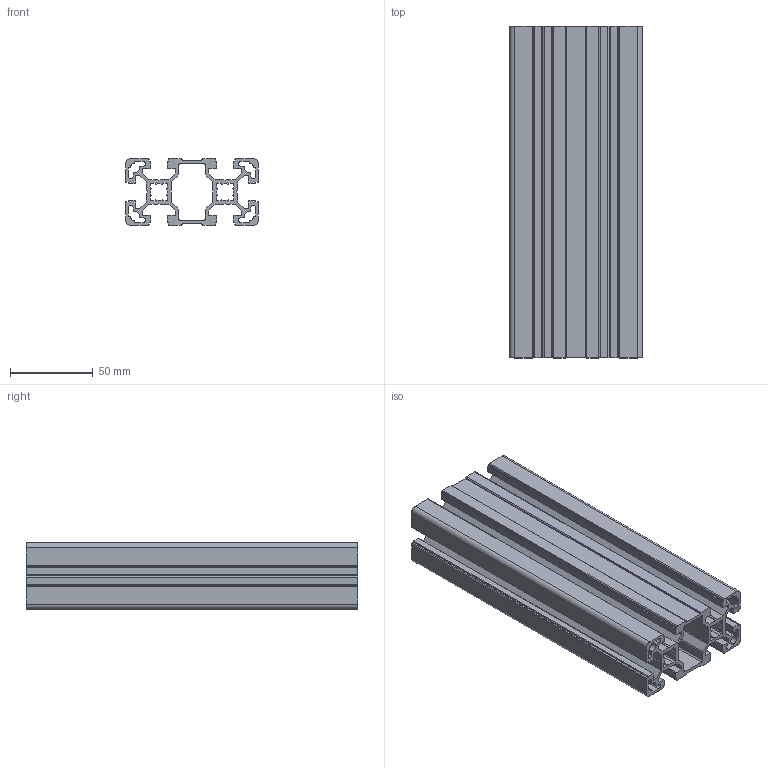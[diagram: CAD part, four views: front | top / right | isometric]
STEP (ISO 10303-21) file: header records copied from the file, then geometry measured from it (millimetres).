
FILE_DESCRIPTION (( 'STEP AP203' ), '1' );
FILE_NAME ('411993130_c_1.STEP', '2022-10-24T01:54:38', ( '' ), ( '' ), 'SwSTEP 2.0', 'SolidWorks 2014', '' );
FILE_SCHEMA (( 'CONFIG_CONTROL_DESIGN' ));
Length unit declared in the file: millimetre
Products named in the file (1): 411993130_c_1
Bounding box: 80 x 200 x 40 mm (x, y, z)
Volume: 197192.4 mm3; surface area: 165791.6 mm2
Topology: 1 solids, 1 shells, 284 faces, 846 edges, 564 vertices
Faces by surface type: plane 192, cylinder 92
Entity records: 9619 total; most frequent: CARTESIAN_POINT 1695, ORIENTED_EDGE 1692, DIRECTION 1600, EDGE_CURVE 846, VECTOR 662, LINE 662, VERTEX_POINT 564, AXIS2_PLACEMENT_3D 469
